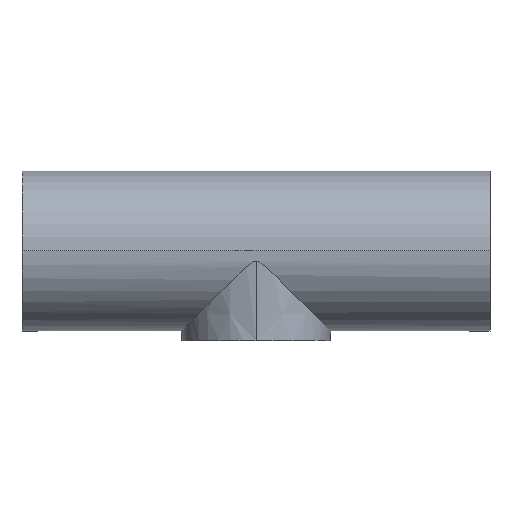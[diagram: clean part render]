
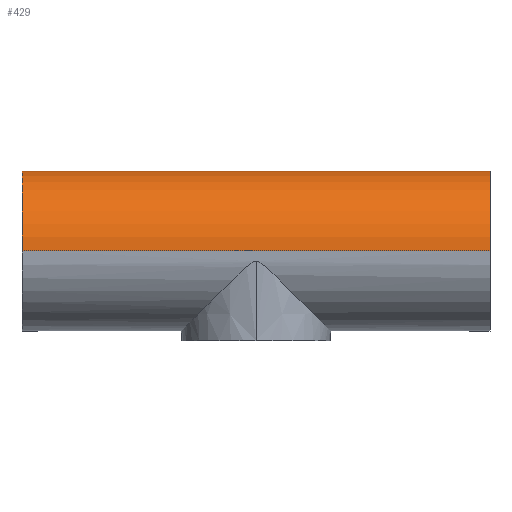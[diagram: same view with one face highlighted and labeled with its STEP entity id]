
A CAD part, top view. The second image highlights one B-rep face of the part: STEP entity #429.
In plain terms, the highlighted cylindrical face has radius 20.5 mm (diameter 41 mm), a partial arc.
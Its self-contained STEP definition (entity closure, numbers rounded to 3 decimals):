
#2 = VECTOR ( 'NONE', #638, 1000. ) ;
#9 = EDGE_CURVE ( 'NONE', #676, #571, #611, .T. ) ;
#14 = EDGE_CURVE ( 'NONE', #516, #243, #324, .T. ) ;
#19 = CARTESIAN_POINT ( 'NONE',  ( -60., 23., -20.5 ) ) ;
#26 = CARTESIAN_POINT ( 'NONE',  ( 60., 23., 20.5 ) ) ;
#41 = EDGE_CURVE ( 'NONE', #516, #676, #575, .T. ) ;
#58 = AXIS2_PLACEMENT_3D ( 'NONE', #406, #559, #280 ) ;
#105 = AXIS2_PLACEMENT_3D ( 'NONE', #471, #566, #419 ) ;
#134 = CYLINDRICAL_SURFACE ( 'NONE', #58, 20.5 ) ;
#183 = ORIENTED_EDGE ( 'NONE', *, *, #41, .F. ) ;
#241 = CARTESIAN_POINT ( 'NONE',  ( -60., 23., 20.5 ) ) ;
#243 = VERTEX_POINT ( 'NONE', #618 ) ;
#250 = EDGE_LOOP ( 'NONE', ( #401, #610, #278, #183 ) ) ;
#259 = CARTESIAN_POINT ( 'NONE',  ( -60., 23., 0. ) ) ;
#278 = ORIENTED_EDGE ( 'NONE', *, *, #9, .F. ) ;
#280 = DIRECTION ( 'NONE',  ( 0., 0., -1. ) ) ;
#287 = LINE ( 'NONE', #241, #441 ) ;
#324 = CIRCLE ( 'NONE', #355, 20.5 ) ;
#355 = AXIS2_PLACEMENT_3D ( 'NONE', #259, #369, #364 ) ;
#364 = DIRECTION ( 'NONE',  ( 0., 0., -1. ) ) ;
#369 = DIRECTION ( 'NONE',  ( 1., 0., 0. ) ) ;
#401 = ORIENTED_EDGE ( 'NONE', *, *, #14, .T. ) ;
#406 = CARTESIAN_POINT ( 'NONE',  ( -60., 23., 0. ) ) ;
#419 = DIRECTION ( 'NONE',  ( 0., 0., -1. ) ) ;
#429 = ADVANCED_FACE ( 'NONE', ( #612 ), #134, .T. ) ;
#441 = VECTOR ( 'NONE', #453, 1000. ) ;
#453 = DIRECTION ( 'NONE',  ( 1., 0., 0. ) ) ;
#471 = CARTESIAN_POINT ( 'NONE',  ( 60., 23., 0. ) ) ;
#475 = CARTESIAN_POINT ( 'NONE',  ( -60., 23., -20.5 ) ) ;
#516 = VERTEX_POINT ( 'NONE', #19 ) ;
#557 = CARTESIAN_POINT ( 'NONE',  ( 60., 23., -20.5 ) ) ;
#559 = DIRECTION ( 'NONE',  ( 1., 0., 0. ) ) ;
#566 = DIRECTION ( 'NONE',  ( 1., 0., 0. ) ) ;
#571 = VERTEX_POINT ( 'NONE', #26 ) ;
#575 = LINE ( 'NONE', #475, #2 ) ;
#610 = ORIENTED_EDGE ( 'NONE', *, *, #691, .T. ) ;
#611 = CIRCLE ( 'NONE', #105, 20.5 ) ;
#612 = FACE_OUTER_BOUND ( 'NONE', #250, .T. ) ;
#618 = CARTESIAN_POINT ( 'NONE',  ( -60., 23., 20.5 ) ) ;
#638 = DIRECTION ( 'NONE',  ( 1., 0., 0. ) ) ;
#676 = VERTEX_POINT ( 'NONE', #557 ) ;
#691 = EDGE_CURVE ( 'NONE', #243, #571, #287, .T. ) ;
